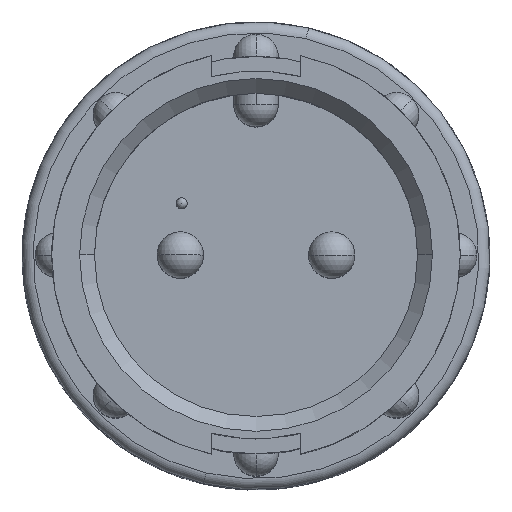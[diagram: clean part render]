
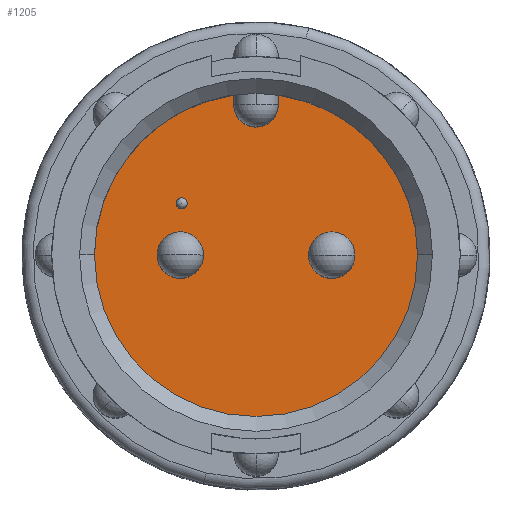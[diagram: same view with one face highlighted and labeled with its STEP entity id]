
A CAD part, top view. The second image highlights one B-rep face of the part: STEP entity #1205.
In plain terms, the highlighted planar face has unit normal (0, 0, 1).
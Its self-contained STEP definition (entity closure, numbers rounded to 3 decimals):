
#36 = EDGE_CURVE ( 'NONE', #8965, #5153, #3113, .T. ) ;
#125 = EDGE_LOOP ( 'NONE', ( #5523, #8149, #6138, #6748, #6793, #7451 ) ) ;
#148 = VERTEX_POINT ( 'NONE', #7585 ) ;
#241 = DIRECTION ( 'NONE',  ( 0., 0., -1. ) ) ;
#273 = CARTESIAN_POINT ( 'NONE',  ( 1.797, 0., -8.382 ) ) ;
#278 = EDGE_CURVE ( 'NONE', #658, #4678, #3986, .T. ) ;
#430 = AXIS2_PLACEMENT_3D ( 'NONE', #5107, #5931, #5980 ) ;
#432 = CARTESIAN_POINT ( 'NONE',  ( -5.524, 0., -8.382 ) ) ;
#470 = VERTEX_POINT ( 'NONE', #3479 ) ;
#557 = CIRCLE ( 'NONE', #6203, 0.191 ) ;
#584 = VECTOR ( 'NONE', #4450, 1000. ) ;
#658 = VERTEX_POINT ( 'NONE', #2541 ) ;
#661 = FACE_BOUND ( 'NONE', #1413, .T. ) ;
#733 = DIRECTION ( 'NONE',  ( 0., 0., 1. ) ) ;
#746 = ORIENTED_EDGE ( 'NONE', *, *, #3119, .T. ) ;
#1162 = AXIS2_PLACEMENT_3D ( 'NONE', #7940, #3152, #3293 ) ;
#1205 = ADVANCED_FACE ( 'NONE', ( #9590, #5644, #5751, #661 ), #9141, .F. ) ;
#1338 = CARTESIAN_POINT ( 'NONE',  ( 0., 0., -8.382 ) ) ;
#1399 = CIRCLE ( 'NONE', #2216, 0.794 ) ;
#1413 = EDGE_LOOP ( 'NONE', ( #746, #8208 ) ) ;
#1839 = DIRECTION ( 'NONE',  ( 0., 0., 1. ) ) ;
#1908 = DIRECTION ( 'NONE',  ( 1., 0., 0. ) ) ;
#1911 = EDGE_CURVE ( 'NONE', #5297, #148, #2317, .T. ) ;
#2012 = CIRCLE ( 'NONE', #5865, 5.524 ) ;
#2216 = AXIS2_PLACEMENT_3D ( 'NONE', #4605, #8730, #6896 ) ;
#2243 = DIRECTION ( 'NONE',  ( -1., 0., 0. ) ) ;
#2260 = VERTEX_POINT ( 'NONE', #4591 ) ;
#2317 = CIRCLE ( 'NONE', #1162, 5.524 ) ;
#2346 = AXIS2_PLACEMENT_3D ( 'NONE', #8094, #4102, #7181 ) ;
#2527 = ORIENTED_EDGE ( 'NONE', *, *, #8655, .F. ) ;
#2541 = CARTESIAN_POINT ( 'NONE',  ( -0.762, 5.472, -8.382 ) ) ;
#2744 = DIRECTION ( 'NONE',  ( 1., 0., 0. ) ) ;
#2957 = CIRCLE ( 'NONE', #9891, 5.524 ) ;
#3063 = EDGE_CURVE ( 'NONE', #2260, #148, #9823, .T. ) ;
#3113 = CIRCLE ( 'NONE', #6179, 0.794 ) ;
#3119 = EDGE_CURVE ( 'NONE', #470, #4208, #8795, .T. ) ;
#3152 = DIRECTION ( 'NONE',  ( 0., 0., 1. ) ) ;
#3209 = CARTESIAN_POINT ( 'NONE',  ( -3.385, 0.003, -8.382 ) ) ;
#3228 = EDGE_CURVE ( 'NONE', #4208, #470, #1399, .T. ) ;
#3293 = DIRECTION ( 'NONE',  ( 1., 0., 0. ) ) ;
#3351 = DIRECTION ( 'NONE',  ( 1., 0., 0. ) ) ;
#3479 = CARTESIAN_POINT ( 'NONE',  ( -1.797, 0.003, -8.382 ) ) ;
#3725 = DIRECTION ( 'NONE',  ( 0., 0., -1. ) ) ;
#3905 = DIRECTION ( 'NONE',  ( 0., 0., 1. ) ) ;
#3986 = LINE ( 'NONE', #7030, #9719 ) ;
#4102 = DIRECTION ( 'NONE',  ( 0., 0., 1. ) ) ;
#4108 = CARTESIAN_POINT ( 'NONE',  ( 2.591, 0., -8.382 ) ) ;
#4208 = VERTEX_POINT ( 'NONE', #3209 ) ;
#4233 = CARTESIAN_POINT ( 'NONE',  ( 0., 0., -8.382 ) ) ;
#4259 = EDGE_CURVE ( 'NONE', #5153, #8965, #5877, .T. ) ;
#4450 = DIRECTION ( 'NONE',  ( 0., 1., 0. ) ) ;
#4479 = EDGE_LOOP ( 'NONE', ( #7295, #2527 ) ) ;
#4591 = CARTESIAN_POINT ( 'NONE',  ( 0.762, 5.144, -8.382 ) ) ;
#4605 = CARTESIAN_POINT ( 'NONE',  ( -2.591, 0.003, -8.382 ) ) ;
#4678 = VERTEX_POINT ( 'NONE', #8266 ) ;
#4716 = AXIS2_PLACEMENT_3D ( 'NONE', #7761, #3905, #7001 ) ;
#4857 = VERTEX_POINT ( 'NONE', #9561 ) ;
#5107 = CARTESIAN_POINT ( 'NONE',  ( -2.591, 0.003, -8.382 ) ) ;
#5153 = VERTEX_POINT ( 'NONE', #8937 ) ;
#5297 = VERTEX_POINT ( 'NONE', #6666 ) ;
#5523 = ORIENTED_EDGE ( 'NONE', *, *, #278, .F. ) ;
#5644 = FACE_BOUND ( 'NONE', #4479, .T. ) ;
#5751 = FACE_BOUND ( 'NONE', #9896, .T. ) ;
#5810 = AXIS2_PLACEMENT_3D ( 'NONE', #6762, #3725, #2243 ) ;
#5861 = CIRCLE ( 'NONE', #4716, 0.191 ) ;
#5865 = AXIS2_PLACEMENT_3D ( 'NONE', #1338, #8289, #7432 ) ;
#5877 = CIRCLE ( 'NONE', #8144, 0.794 ) ;
#5931 = DIRECTION ( 'NONE',  ( 0., 0., -1. ) ) ;
#5980 = DIRECTION ( 'NONE',  ( 1., 0., 0. ) ) ;
#6138 = ORIENTED_EDGE ( 'NONE', *, *, #7929, .T. ) ;
#6179 = AXIS2_PLACEMENT_3D ( 'NONE', #4108, #241, #3351 ) ;
#6203 = AXIS2_PLACEMENT_3D ( 'NONE', #6831, #733, #8239 ) ;
#6666 = CARTESIAN_POINT ( 'NONE',  ( 5.524, 0., -8.382 ) ) ;
#6748 = ORIENTED_EDGE ( 'NONE', *, *, #1911, .T. ) ;
#6762 = CARTESIAN_POINT ( 'NONE',  ( 0., 0., -8.382 ) ) ;
#6793 = ORIENTED_EDGE ( 'NONE', *, *, #3063, .F. ) ;
#6800 = VERTEX_POINT ( 'NONE', #432 ) ;
#6831 = CARTESIAN_POINT ( 'NONE',  ( -2.54, 1.778, -8.382 ) ) ;
#6896 = DIRECTION ( 'NONE',  ( 1., 0., 0. ) ) ;
#6954 = ORIENTED_EDGE ( 'NONE', *, *, #36, .T. ) ;
#7001 = DIRECTION ( 'NONE',  ( -1., 0., 0. ) ) ;
#7030 = CARTESIAN_POINT ( 'NONE',  ( -0.762, 5.144, -8.382 ) ) ;
#7181 = DIRECTION ( 'NONE',  ( 1., 0., 0. ) ) ;
#7295 = ORIENTED_EDGE ( 'NONE', *, *, #9737, .F. ) ;
#7432 = DIRECTION ( 'NONE',  ( 1., 0., 0. ) ) ;
#7440 = CARTESIAN_POINT ( 'NONE',  ( 0.762, 5.144, -8.382 ) ) ;
#7451 = ORIENTED_EDGE ( 'NONE', *, *, #9660, .F. ) ;
#7585 = CARTESIAN_POINT ( 'NONE',  ( 0.762, 5.472, -8.382 ) ) ;
#7761 = CARTESIAN_POINT ( 'NONE',  ( -2.54, 1.778, -8.382 ) ) ;
#7929 = EDGE_CURVE ( 'NONE', #6800, #5297, #2957, .T. ) ;
#7940 = CARTESIAN_POINT ( 'NONE',  ( 0., 0., -8.382 ) ) ;
#8094 = CARTESIAN_POINT ( 'NONE',  ( 0., 5.143, -8.382 ) ) ;
#8144 = AXIS2_PLACEMENT_3D ( 'NONE', #9469, #9518, #1908 ) ;
#8149 = ORIENTED_EDGE ( 'NONE', *, *, #9717, .T. ) ;
#8208 = ORIENTED_EDGE ( 'NONE', *, *, #3228, .T. ) ;
#8239 = DIRECTION ( 'NONE',  ( -1., 0., 0. ) ) ;
#8266 = CARTESIAN_POINT ( 'NONE',  ( -0.762, 5.143, -8.382 ) ) ;
#8289 = DIRECTION ( 'NONE',  ( 0., 0., 1. ) ) ;
#8349 = VERTEX_POINT ( 'NONE', #9019 ) ;
#8582 = DIRECTION ( 'NONE',  ( 0., -1., 0. ) ) ;
#8598 = CIRCLE ( 'NONE', #2346, 0.762 ) ;
#8655 = EDGE_CURVE ( 'NONE', #8349, #4857, #5861, .T. ) ;
#8730 = DIRECTION ( 'NONE',  ( 0., 0., -1. ) ) ;
#8795 = CIRCLE ( 'NONE', #430, 0.794 ) ;
#8937 = CARTESIAN_POINT ( 'NONE',  ( 3.385, 0., -8.382 ) ) ;
#8965 = VERTEX_POINT ( 'NONE', #273 ) ;
#9019 = CARTESIAN_POINT ( 'NONE',  ( -2.349, 1.778, -8.382 ) ) ;
#9141 = PLANE ( 'NONE',  #5810 ) ;
#9326 = ORIENTED_EDGE ( 'NONE', *, *, #4259, .T. ) ;
#9469 = CARTESIAN_POINT ( 'NONE',  ( 2.591, 0., -8.382 ) ) ;
#9518 = DIRECTION ( 'NONE',  ( 0., 0., -1. ) ) ;
#9561 = CARTESIAN_POINT ( 'NONE',  ( -2.731, 1.778, -8.382 ) ) ;
#9590 = FACE_OUTER_BOUND ( 'NONE', #125, .T. ) ;
#9660 = EDGE_CURVE ( 'NONE', #4678, #2260, #8598, .T. ) ;
#9717 = EDGE_CURVE ( 'NONE', #658, #6800, #2012, .T. ) ;
#9719 = VECTOR ( 'NONE', #8582, 1000. ) ;
#9737 = EDGE_CURVE ( 'NONE', #4857, #8349, #557, .T. ) ;
#9823 = LINE ( 'NONE', #7440, #584 ) ;
#9891 = AXIS2_PLACEMENT_3D ( 'NONE', #4233, #1839, #2744 ) ;
#9896 = EDGE_LOOP ( 'NONE', ( #9326, #6954 ) ) ;
